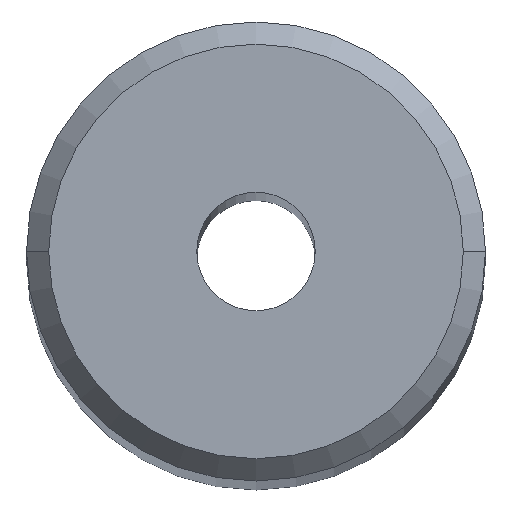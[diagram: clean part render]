
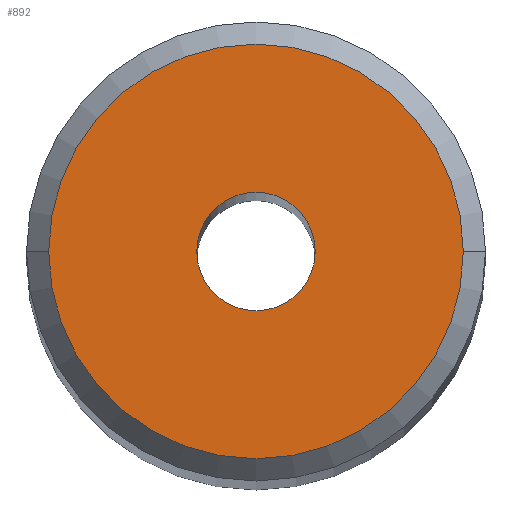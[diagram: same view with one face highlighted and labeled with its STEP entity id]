
A CAD part, top view. The second image highlights one B-rep face of the part: STEP entity #892.
In plain terms, the highlighted planar face has unit normal (0, 0, 1).
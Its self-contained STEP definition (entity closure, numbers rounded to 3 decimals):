
#572=VERTEX_POINT('NONE',#1284);
#720=EDGE_CURVE('NONE',#572,#798,#1452,.T.);
#782=EDGE_CURVE('NONE',#926,#1026,#1517,.T.);
#798=VERTEX_POINT('NONE',#1533);
#834=EDGE_CURVE('NONE',#1026,#926,#1571,.T.);
#892=ADVANCED_FACE('NONE',(#1637,#1638),#1639,.T.);
#926=VERTEX_POINT('NONE',#1676);
#974=EDGE_CURVE('NONE',#798,#572,#1732,.T.);
#1026=VERTEX_POINT('NONE',#1791);
#1284=CARTESIAN_POINT('',(-14.,0.0,350.0));
#1452=CIRCLE('',#2395,14.);
#1517=CIRCLE('',#2500,4.);
#1533=CARTESIAN_POINT('',(14.,0.,350.0));
#1571=CIRCLE('',#2609,4.);
#1637=FACE_OUTER_BOUND('',#2692,.T.);
#1638=FACE_BOUND('',#2693,.T.);
#1639=PLANE('',#2694);
#1676=CARTESIAN_POINT('',(-4.,0.0,350.0));
#1732=CIRCLE('',#2865,14.);
#1791=CARTESIAN_POINT('',(4.,0.,350.0));
#2395=AXIS2_PLACEMENT_3D('',#3485,#3486,#3487);
#2500=AXIS2_PLACEMENT_3D('',#3544,#3545,#3546);
#2609=AXIS2_PLACEMENT_3D('',#3590,#3591,#3592);
#2692=EDGE_LOOP('',(#3681,#3682));
#2693=EDGE_LOOP('',(#3683,#3684));
#2694=AXIS2_PLACEMENT_3D('',#3685,#3686,#3687);
#2865=AXIS2_PLACEMENT_3D('',#3813,#3814,#3815);
#3485=CARTESIAN_POINT('',(0.0,0.0,350.0));
#3486=DIRECTION('',(0.0,0.0,1.0));
#3487=DIRECTION('',(1.0,0.0,0.0));
#3544=CARTESIAN_POINT('',(0.0,0.0,350.0));
#3545=DIRECTION('',(0.0,0.0,1.0));
#3546=DIRECTION('',(1.0,0.0,0.0));
#3590=CARTESIAN_POINT('',(0.0,0.0,350.0));
#3591=DIRECTION('',(0.0,0.0,1.0));
#3592=DIRECTION('',(1.0,0.0,0.0));
#3681=ORIENTED_EDGE('',*,*,#720,.T.);
#3682=ORIENTED_EDGE('',*,*,#974,.T.);
#3683=ORIENTED_EDGE('',*,*,#782,.F.);
#3684=ORIENTED_EDGE('',*,*,#834,.F.);
#3685=CARTESIAN_POINT('',(0.0,15.5,350.0));
#3686=DIRECTION('',(0.0,0.0,1.0));
#3687=DIRECTION('',(1.0,0.0,0.0));
#3813=CARTESIAN_POINT('',(0.0,0.0,350.0));
#3814=DIRECTION('',(0.0,0.0,1.0));
#3815=DIRECTION('',(1.0,0.0,0.0));
